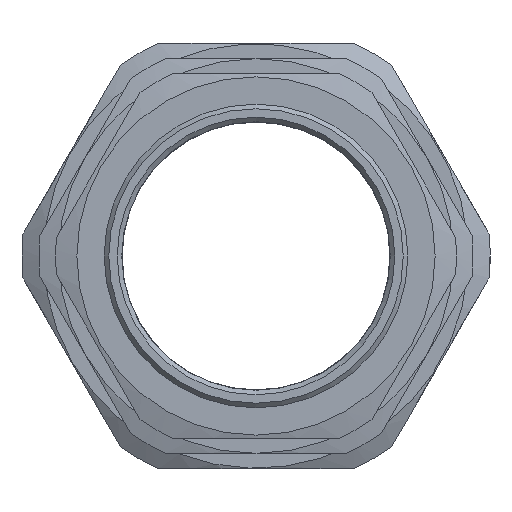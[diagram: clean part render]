
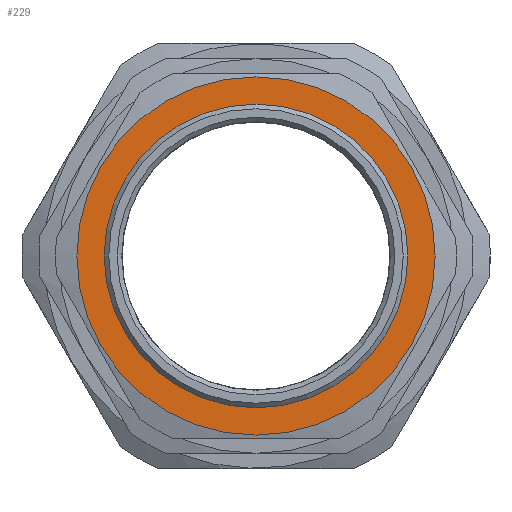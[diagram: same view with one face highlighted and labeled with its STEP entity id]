
A CAD part, left-side view. The second image highlights one B-rep face of the part: STEP entity #229.
In plain terms, the highlighted planar face has unit normal (-1, 0, 0).
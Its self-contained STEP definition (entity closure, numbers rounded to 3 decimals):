
#96 = CARTESIAN_POINT ( 'NONE',  ( 15.3, 25., 0. ) ) ;
#130 = EDGE_CURVE ( 'NONE', #6072, #6072, #1163, .T. ) ;
#229 = ADVANCED_FACE ( 'NONE', ( #352, #6019 ), #2494, .F. ) ;
#231 = ORIENTED_EDGE ( 'NONE', *, *, #130, .F. ) ;
#352 = FACE_OUTER_BOUND ( 'NONE', #1322, .T. ) ;
#386 = CARTESIAN_POINT ( 'NONE',  ( 15.3, 0., -29.5 ) ) ;
#716 = DIRECTION ( 'NONE',  ( 0., 0., -1. ) ) ;
#1076 = DIRECTION ( 'NONE',  ( 1., 0., 0. ) ) ;
#1163 = CIRCLE ( 'NONE', #1422, 29.5 ) ;
#1192 = EDGE_LOOP ( 'NONE', ( #3231 ) ) ;
#1205 = DIRECTION ( 'NONE',  ( 1., 0., 0. ) ) ;
#1322 = EDGE_LOOP ( 'NONE', ( #231 ) ) ;
#1422 = AXIS2_PLACEMENT_3D ( 'NONE', #5861, #1205, #716 ) ;
#2216 = CARTESIAN_POINT ( 'NONE',  ( 15.3, 0., 0. ) ) ;
#2494 = PLANE ( 'NONE',  #4142 ) ;
#2562 = EDGE_CURVE ( 'NONE', #4663, #4663, #4771, .T. ) ;
#3231 = ORIENTED_EDGE ( 'NONE', *, *, #2562, .T. ) ;
#4056 = DIRECTION ( 'NONE',  ( 1., 0., 0. ) ) ;
#4142 = AXIS2_PLACEMENT_3D ( 'NONE', #96, #1076, #4753 ) ;
#4144 = CARTESIAN_POINT ( 'NONE',  ( 15.3, 0., -25. ) ) ;
#4149 = AXIS2_PLACEMENT_3D ( 'NONE', #2216, #4056, #5465 ) ;
#4663 = VERTEX_POINT ( 'NONE', #4144 ) ;
#4753 = DIRECTION ( 'NONE',  ( 0., 0., -1. ) ) ;
#4771 = CIRCLE ( 'NONE', #4149, 25. ) ;
#5465 = DIRECTION ( 'NONE',  ( 0., 0., -1. ) ) ;
#5861 = CARTESIAN_POINT ( 'NONE',  ( 15.3, 0., 0. ) ) ;
#6019 = FACE_BOUND ( 'NONE', #1192, .T. ) ;
#6072 = VERTEX_POINT ( 'NONE', #386 ) ;
